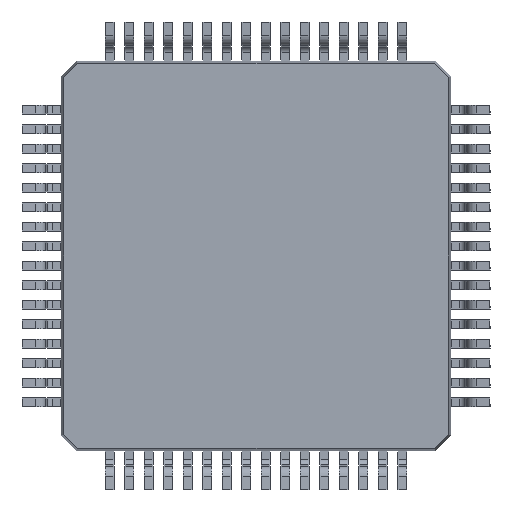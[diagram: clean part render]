
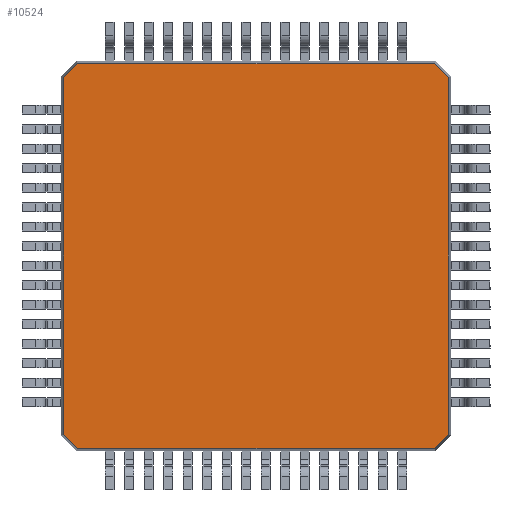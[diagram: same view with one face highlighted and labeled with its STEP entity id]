
A CAD part, front view. The second image highlights one B-rep face of the part: STEP entity #10524.
In plain terms, the highlighted planar face has unit normal (0, -1, 0).
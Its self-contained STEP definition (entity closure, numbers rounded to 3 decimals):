
#297 = LINE ( 'NONE', #21013, #18751 ) ;
#2298 = VECTOR ( 'NONE', #5492, 1000. ) ;
#2397 = PLANE ( 'NONE',  #15941 ) ;
#4350 = VERTEX_POINT ( 'NONE', #10376 ) ;
#4529 = VERTEX_POINT ( 'NONE', #26360 ) ;
#4884 = EDGE_CURVE ( 'NONE', #4350, #28126, #19179, .T. ) ;
#4997 = CARTESIAN_POINT ( 'NONE',  ( 4.935, 0.15, 4.573 ) ) ;
#5083 = DIRECTION ( 'NONE',  ( 0., -1., 0. ) ) ;
#5147 = LINE ( 'NONE', #19061, #2298 ) ;
#5492 = DIRECTION ( 'NONE',  ( -1., 0., 0. ) ) ;
#5808 = DIRECTION ( 'NONE',  ( 0., 0., 1. ) ) ;
#6439 = VERTEX_POINT ( 'NONE', #6612 ) ;
#6612 = CARTESIAN_POINT ( 'NONE',  ( -4.573, 0.15, 4.935 ) ) ;
#8927 = VECTOR ( 'NONE', #5808, 1000. ) ;
#10376 = CARTESIAN_POINT ( 'NONE',  ( -4.935, 0.15, 4.573 ) ) ;
#10524 = ADVANCED_FACE ( 'NONE', ( #29012 ), #2397, .T. ) ;
#10841 = EDGE_CURVE ( 'NONE', #13140, #27101, #18791, .T. ) ;
#11232 = CARTESIAN_POINT ( 'NONE',  ( 4.554, 0.15, -4.954 ) ) ;
#12967 = VERTEX_POINT ( 'NONE', #26273 ) ;
#13004 = VECTOR ( 'NONE', #27064, 1000. ) ;
#13047 = EDGE_CURVE ( 'NONE', #28126, #4529, #297, .T. ) ;
#13140 = VERTEX_POINT ( 'NONE', #14886 ) ;
#13366 = LINE ( 'NONE', #21615, #28508 ) ;
#14066 = LINE ( 'NONE', #11232, #15848 ) ;
#14186 = ORIENTED_EDGE ( 'NONE', *, *, #22385, .T. ) ;
#14252 = EDGE_CURVE ( 'NONE', #6439, #4350, #13366, .T. ) ;
#14506 = EDGE_CURVE ( 'NONE', #4529, #12967, #18267, .T. ) ;
#14886 = CARTESIAN_POINT ( 'NONE',  ( 4.935, 0.15, -4.573 ) ) ;
#15848 = VECTOR ( 'NONE', #20089, 1000. ) ;
#15935 = ORIENTED_EDGE ( 'NONE', *, *, #19904, .T. ) ;
#15941 = AXIS2_PLACEMENT_3D ( 'NONE', #18318, #5083, #18216 ) ;
#17505 = ORIENTED_EDGE ( 'NONE', *, *, #17880, .T. ) ;
#17880 = EDGE_CURVE ( 'NONE', #12967, #13140, #14066, .T. ) ;
#17972 = CARTESIAN_POINT ( 'NONE',  ( -4.6, 0.15, -4.935 ) ) ;
#18004 = ORIENTED_EDGE ( 'NONE', *, *, #14252, .T. ) ;
#18216 = DIRECTION ( 'NONE',  ( 0., 0., -1. ) ) ;
#18248 = ORIENTED_EDGE ( 'NONE', *, *, #14506, .T. ) ;
#18267 = LINE ( 'NONE', #17972, #13004 ) ;
#18318 = CARTESIAN_POINT ( 'NONE',  ( 0., 0.15, 0. ) ) ;
#18751 = VECTOR ( 'NONE', #19357, 1000. ) ;
#18791 = LINE ( 'NONE', #24086, #8927 ) ;
#19061 = CARTESIAN_POINT ( 'NONE',  ( 4.6, 0.15, 4.935 ) ) ;
#19179 = LINE ( 'NONE', #23561, #22301 ) ;
#19357 = DIRECTION ( 'NONE',  ( 0.707, 0., -0.707 ) ) ;
#19904 = EDGE_CURVE ( 'NONE', #27774, #6439, #5147, .T. ) ;
#20089 = DIRECTION ( 'NONE',  ( 0.707, 0., 0.707 ) ) ;
#20159 = VECTOR ( 'NONE', #26153, 1000. ) ;
#20230 = EDGE_LOOP ( 'NONE', ( #14186, #15935, #18004, #28172, #21442, #18248, #17505, #26724 ) ) ;
#20919 = CARTESIAN_POINT ( 'NONE',  ( 4.954, 0.15, 4.554 ) ) ;
#21013 = CARTESIAN_POINT ( 'NONE',  ( -4.954, 0.15, -4.554 ) ) ;
#21442 = ORIENTED_EDGE ( 'NONE', *, *, #13047, .T. ) ;
#21615 = CARTESIAN_POINT ( 'NONE',  ( -4.554, 0.15, 4.954 ) ) ;
#21798 = DIRECTION ( 'NONE',  ( -0.707, 0., -0.707 ) ) ;
#22301 = VECTOR ( 'NONE', #28075, 1000. ) ;
#22385 = EDGE_CURVE ( 'NONE', #27101, #27774, #24732, .T. ) ;
#23237 = CARTESIAN_POINT ( 'NONE',  ( 4.573, 0.15, 4.935 ) ) ;
#23561 = CARTESIAN_POINT ( 'NONE',  ( -4.935, 0.15, 4.6 ) ) ;
#24086 = CARTESIAN_POINT ( 'NONE',  ( 4.935, 0.15, -4.6 ) ) ;
#24732 = LINE ( 'NONE', #20919, #20159 ) ;
#26153 = DIRECTION ( 'NONE',  ( -0.707, 0., 0.707 ) ) ;
#26273 = CARTESIAN_POINT ( 'NONE',  ( 4.573, 0.15, -4.935 ) ) ;
#26360 = CARTESIAN_POINT ( 'NONE',  ( -4.573, 0.15, -4.935 ) ) ;
#26724 = ORIENTED_EDGE ( 'NONE', *, *, #10841, .T. ) ;
#27064 = DIRECTION ( 'NONE',  ( 1., 0., 0. ) ) ;
#27101 = VERTEX_POINT ( 'NONE', #4997 ) ;
#27774 = VERTEX_POINT ( 'NONE', #23237 ) ;
#28075 = DIRECTION ( 'NONE',  ( 0., 0., -1. ) ) ;
#28126 = VERTEX_POINT ( 'NONE', #29318 ) ;
#28172 = ORIENTED_EDGE ( 'NONE', *, *, #4884, .T. ) ;
#28508 = VECTOR ( 'NONE', #21798, 1000. ) ;
#29012 = FACE_OUTER_BOUND ( 'NONE', #20230, .T. ) ;
#29318 = CARTESIAN_POINT ( 'NONE',  ( -4.935, 0.15, -4.573 ) ) ;
